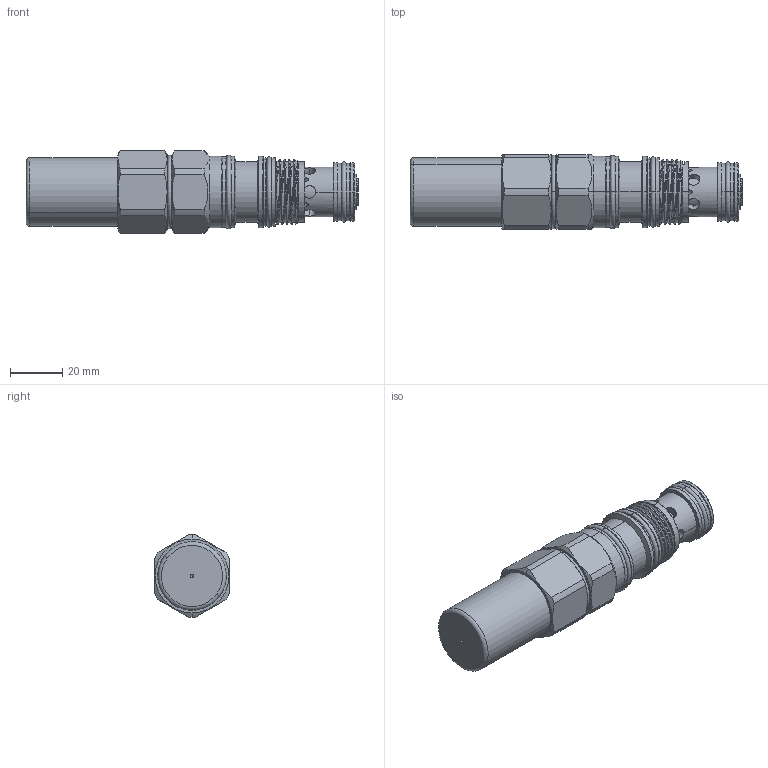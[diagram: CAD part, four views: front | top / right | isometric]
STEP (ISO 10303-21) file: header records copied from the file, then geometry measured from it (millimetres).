
FILE_DESCRIPTION (( 'STEP AP203' ), '1' );
FILE_NAME ('CA2A3B(3E)-C.STEP', '2020-03-18T03:59:29', ( '' ), ( '' ), 'SwSTEP 2.0', 'SolidWorks 2018', '' );
FILE_SCHEMA (( 'CONFIG_CONTROL_DESIGN' ));
Length unit declared in the file: millimetre
Products named in the file (1): CA2A3B(3E)-C
Bounding box: 126.79 x 28.57 x 31.6 mm (x, y, z)
Volume: 57660.8 mm3; surface area: 21411.3 mm2
Topology: 3 solids, 4 shells, 412 faces, 993 edges, 616 vertices
Faces by surface type: cylinder 200, plane 83, cone 69, torus 50, bspline 8, sphere 2
Entity records: 16781 total; most frequent: CARTESIAN_POINT 7415, ORIENTED_EDGE 1978, DIRECTION 1962, EDGE_CURVE 989, AXIS2_PLACEMENT_3D 840, VERTEX_POINT 615, EDGE_LOOP 446, CIRCLE 435
